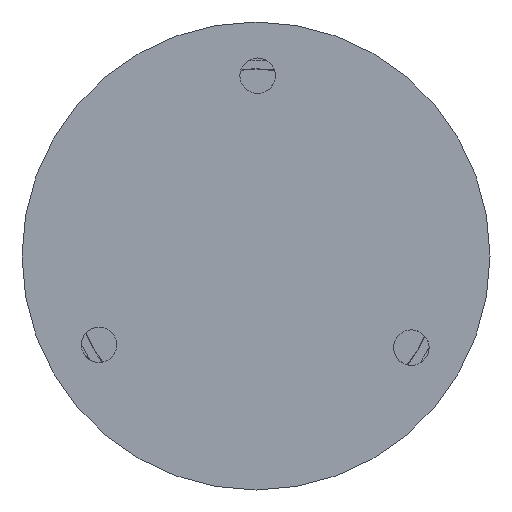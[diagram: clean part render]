
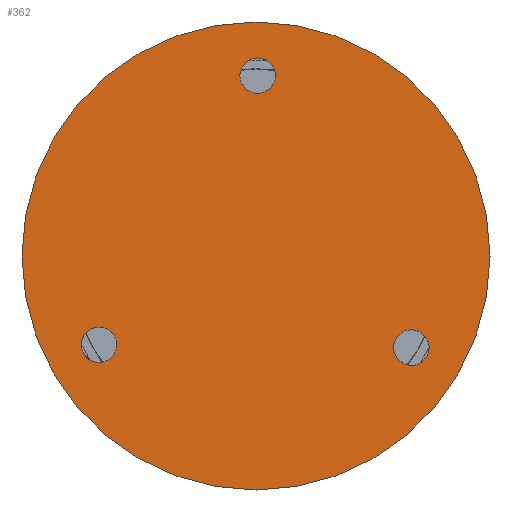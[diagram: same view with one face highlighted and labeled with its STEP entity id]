
A CAD part, front view. The second image highlights one B-rep face of the part: STEP entity #362.
In plain terms, the highlighted planar face has unit normal (0, -1, 0).
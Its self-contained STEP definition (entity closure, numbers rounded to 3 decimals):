
#5 = VERTEX_POINT ( 'NONE', #170 ) ;
#7 = EDGE_LOOP ( 'NONE', ( #503, #994 ) ) ;
#8 = CARTESIAN_POINT ( 'NONE',  ( -96.278, -65., -43.578 ) ) ;
#16 = ORIENTED_EDGE ( 'NONE', *, *, #536, .F. ) ;
#19 = AXIS2_PLACEMENT_3D ( 'NONE', #621, #100, #707 ) ;
#75 = CIRCLE ( 'NONE', #19, 10.864 ) ;
#77 = AXIS2_PLACEMENT_3D ( 'NONE', #257, #1029, #532 ) ;
#100 = DIRECTION ( 'NONE',  ( 0., -1., 0. ) ) ;
#120 = EDGE_CURVE ( 'NONE', #5, #654, #747, .T. ) ;
#121 = CARTESIAN_POINT ( 'NONE',  ( -96.278, -65., -65.307 ) ) ;
#133 = AXIS2_PLACEMENT_3D ( 'NONE', #950, #441, #1034 ) ;
#136 = DIRECTION ( 'NONE',  ( 0., -1., 0. ) ) ;
#165 = CARTESIAN_POINT ( 'NONE',  ( 0.991, -65., 110.601 ) ) ;
#170 = CARTESIAN_POINT ( 'NONE',  ( 95.288, -65., -45.294 ) ) ;
#171 = AXIS2_PLACEMENT_3D ( 'NONE', #890, #379, #970 ) ;
#224 = AXIS2_PLACEMENT_3D ( 'NONE', #818, #301, #896 ) ;
#244 = CARTESIAN_POINT ( 'NONE',  ( 0., -65., 143.5 ) ) ;
#255 = DIRECTION ( 'NONE',  ( 0., 0., -1. ) ) ;
#257 = CARTESIAN_POINT ( 'NONE',  ( 0., -65., 0. ) ) ;
#290 = CARTESIAN_POINT ( 'NONE',  ( 0., -65., 0. ) ) ;
#294 = ORIENTED_EDGE ( 'NONE', *, *, #1099, .F. ) ;
#296 = EDGE_CURVE ( 'NONE', #654, #5, #1031, .T. ) ;
#301 = DIRECTION ( 'NONE',  ( 0., -1., 0. ) ) ;
#302 = EDGE_CURVE ( 'NONE', #918, #1000, #588, .T. ) ;
#330 = FACE_BOUND ( 'NONE', #1008, .T. ) ;
#357 = ORIENTED_EDGE ( 'NONE', *, *, #296, .F. ) ;
#362 = ADVANCED_FACE ( 'NONE', ( #979, #537, #330, #760 ), #859, .T. ) ;
#364 = CARTESIAN_POINT ( 'NONE',  ( 0.991, -65., 121.465 ) ) ;
#375 = EDGE_CURVE ( 'NONE', #748, #743, #510, .T. ) ;
#376 = DIRECTION ( 'NONE',  ( 0., 0., -1. ) ) ;
#379 = DIRECTION ( 'NONE',  ( 0., -1., 0. ) ) ;
#380 = EDGE_CURVE ( 'NONE', #913, #497, #75, .T. ) ;
#388 = AXIS2_PLACEMENT_3D ( 'NONE', #515, #1106, #602 ) ;
#438 = ORIENTED_EDGE ( 'NONE', *, *, #120, .F. ) ;
#441 = DIRECTION ( 'NONE',  ( 0., -1., 0. ) ) ;
#447 = EDGE_LOOP ( 'NONE', ( #438, #357 ) ) ;
#467 = EDGE_CURVE ( 'NONE', #743, #748, #827, .T. ) ;
#471 = AXIS2_PLACEMENT_3D ( 'NONE', #659, #136, #741 ) ;
#497 = VERTEX_POINT ( 'NONE', #121 ) ;
#503 = ORIENTED_EDGE ( 'NONE', *, *, #467, .T. ) ;
#505 = AXIS2_PLACEMENT_3D ( 'NONE', #165, #771, #255 ) ;
#510 = CIRCLE ( 'NONE', #133, 143.5 ) ;
#515 = CARTESIAN_POINT ( 'NONE',  ( 95.288, -65., -56.158 ) ) ;
#532 = DIRECTION ( 'NONE',  ( 0., 0., -1. ) ) ;
#536 = EDGE_CURVE ( 'NONE', #497, #913, #553, .T. ) ;
#537 = FACE_OUTER_BOUND ( 'NONE', #7, .T. ) ;
#552 = CIRCLE ( 'NONE', #171, 10.864 ) ;
#553 = CIRCLE ( 'NONE', #224, 10.864 ) ;
#588 = CIRCLE ( 'NONE', #505, 10.864 ) ;
#589 = EDGE_LOOP ( 'NONE', ( #1033, #16 ) ) ;
#602 = DIRECTION ( 'NONE',  ( 0., 0., -1. ) ) ;
#621 = CARTESIAN_POINT ( 'NONE',  ( -96.278, -65., -54.442 ) ) ;
#654 = VERTEX_POINT ( 'NONE', #1082 ) ;
#659 = CARTESIAN_POINT ( 'NONE',  ( 95.288, -65., -56.158 ) ) ;
#707 = DIRECTION ( 'NONE',  ( 0., 0., -1. ) ) ;
#741 = DIRECTION ( 'NONE',  ( 0., 0., -1. ) ) ;
#743 = VERTEX_POINT ( 'NONE', #244 ) ;
#747 = CIRCLE ( 'NONE', #471, 10.864 ) ;
#748 = VERTEX_POINT ( 'NONE', #763 ) ;
#760 = FACE_BOUND ( 'NONE', #589, .T. ) ;
#763 = CARTESIAN_POINT ( 'NONE',  ( 0., -65., -143.5 ) ) ;
#770 = AXIS2_PLACEMENT_3D ( 'NONE', #290, #885, #376 ) ;
#771 = DIRECTION ( 'NONE',  ( 0., -1., 0. ) ) ;
#788 = CARTESIAN_POINT ( 'NONE',  ( 0.991, -65., 99.736 ) ) ;
#818 = CARTESIAN_POINT ( 'NONE',  ( -96.278, -65., -54.442 ) ) ;
#827 = CIRCLE ( 'NONE', #770, 143.5 ) ;
#859 = PLANE ( 'NONE',  #77 ) ;
#885 = DIRECTION ( 'NONE',  ( 0., -1., 0. ) ) ;
#890 = CARTESIAN_POINT ( 'NONE',  ( 0.991, -65., 110.601 ) ) ;
#896 = DIRECTION ( 'NONE',  ( 0., 0., -1. ) ) ;
#913 = VERTEX_POINT ( 'NONE', #8 ) ;
#918 = VERTEX_POINT ( 'NONE', #788 ) ;
#923 = ORIENTED_EDGE ( 'NONE', *, *, #302, .F. ) ;
#950 = CARTESIAN_POINT ( 'NONE',  ( 0., -65., 0. ) ) ;
#970 = DIRECTION ( 'NONE',  ( 0., 0., -1. ) ) ;
#979 = FACE_BOUND ( 'NONE', #447, .T. ) ;
#994 = ORIENTED_EDGE ( 'NONE', *, *, #375, .T. ) ;
#1000 = VERTEX_POINT ( 'NONE', #364 ) ;
#1008 = EDGE_LOOP ( 'NONE', ( #294, #923 ) ) ;
#1029 = DIRECTION ( 'NONE',  ( 0., -1., 0. ) ) ;
#1031 = CIRCLE ( 'NONE', #388, 10.864 ) ;
#1033 = ORIENTED_EDGE ( 'NONE', *, *, #380, .F. ) ;
#1034 = DIRECTION ( 'NONE',  ( 0., 0., -1. ) ) ;
#1082 = CARTESIAN_POINT ( 'NONE',  ( 95.288, -65., -67.022 ) ) ;
#1099 = EDGE_CURVE ( 'NONE', #1000, #918, #552, .T. ) ;
#1106 = DIRECTION ( 'NONE',  ( 0., -1., 0. ) ) ;
